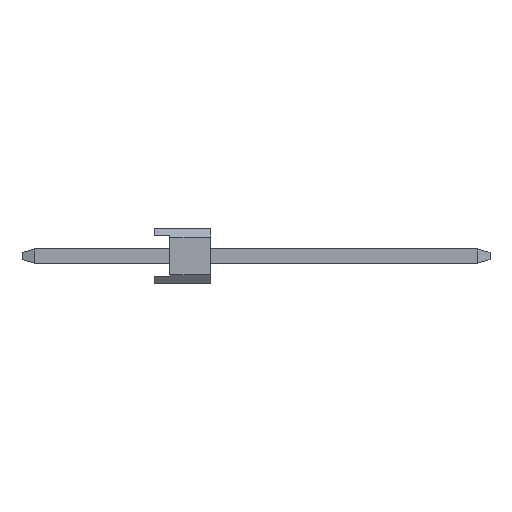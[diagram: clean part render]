
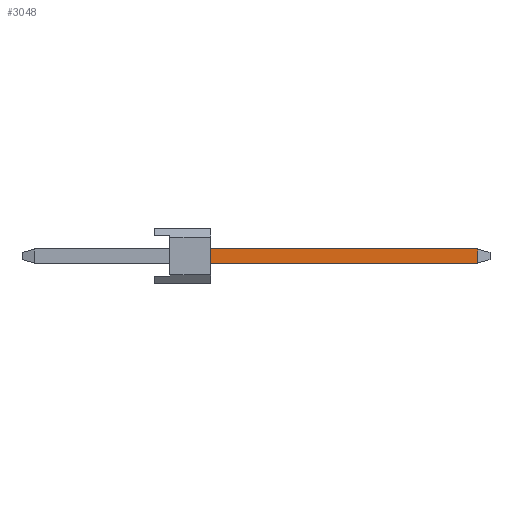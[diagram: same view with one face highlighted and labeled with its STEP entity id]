
A CAD part, left-side view. The second image highlights one B-rep face of the part: STEP entity #3048.
In plain terms, the highlighted planar face has unit normal (-1, 0, 0).
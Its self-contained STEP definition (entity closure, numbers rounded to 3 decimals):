
#1608=VERTEX_POINT('',#4689);
#2064=EDGE_CURVE('',#3942,#3796,#5214,.T.);
#2324=EDGE_CURVE('',#1608,#3942,#5497,.T.);
#3048=ADVANCED_FACE('',(#6281),#6282,.T.);
#3796=VERTEX_POINT('',#7118);
#3876=EDGE_CURVE('',#4124,#1608,#7208,.T.);
#3942=VERTEX_POINT('',#7280);
#4124=VERTEX_POINT('',#7474);
#4144=EDGE_CURVE('',#3796,#4124,#7499,.T.);
#4689=CARTESIAN_POINT('',(-11.75,-14.594,0.32));
#5214=LINE('',#8836,#8837);
#5497=LINE('',#9257,#9258);
#6281=FACE_OUTER_BOUND('',#10442,.T.);
#6282=PLANE('',#10443);
#7118=CARTESIAN_POINT('',(-11.75,-2.54,-0.32));
#7208=LINE('',#11742,#11743);
#7280=CARTESIAN_POINT('',(-11.75,-14.594,-0.32));
#7474=CARTESIAN_POINT('',(-11.75,-2.54,0.32));
#7499=LINE('',#12157,#12158);
#8836=CARTESIAN_POINT('',(-11.75,5.414,-0.32));
#8837=VECTOR('',#13695,1.0);
#9257=CARTESIAN_POINT('',(-11.75,-14.594,0.5));
#9258=VECTOR('',#13950,1.0);
#10442=EDGE_LOOP('',(#14644,#14645,#14646,#14647));
#10443=AXIS2_PLACEMENT_3D('',#14648,#14649,#14650);
#11742=CARTESIAN_POINT('',(-11.75,-4.59,0.32));
#11743=VECTOR('',#15649,1.0);
#12157=CARTESIAN_POINT('',(-11.75,-2.54,0.252));
#12158=VECTOR('',#15899,1.0);
#13695=DIRECTION('',(0.,1.0,0.));
#13950=DIRECTION('',(0.0,0.,-1.0));
#14644=ORIENTED_EDGE('',*,*,#4144,.F.);
#14645=ORIENTED_EDGE('',*,*,#2064,.F.);
#14646=ORIENTED_EDGE('',*,*,#2324,.F.);
#14647=ORIENTED_EDGE('',*,*,#3876,.F.);
#14648=CARTESIAN_POINT('',(-11.75,5.414,0.5));
#14649=DIRECTION('',(-1.0,0.,0.));
#14650=DIRECTION('',(0.,1.0,0.));
#15649=DIRECTION('',(0.,-1.0,0.));
#15899=DIRECTION('',(0.,0.,1.0));
